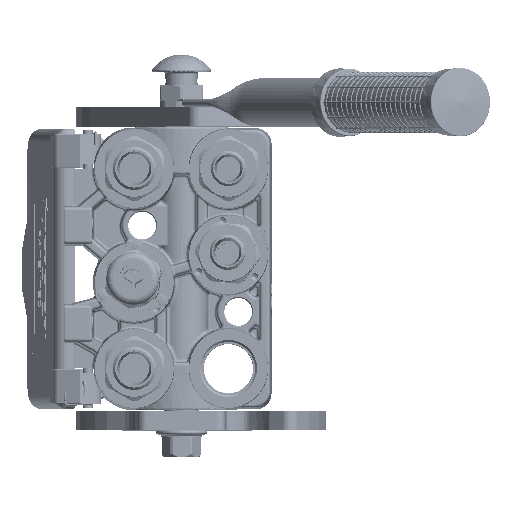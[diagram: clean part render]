
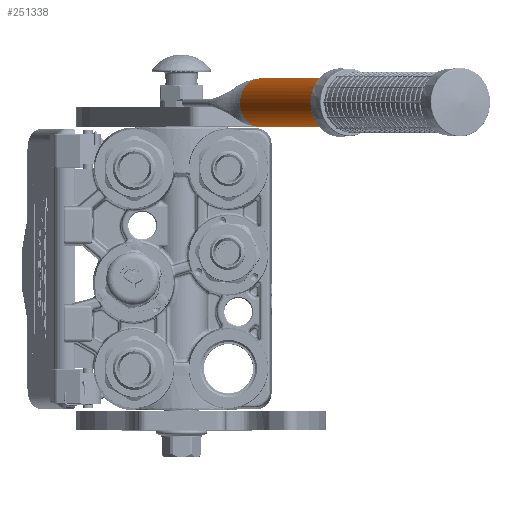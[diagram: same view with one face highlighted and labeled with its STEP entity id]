
A CAD part, top view. The second image highlights one B-rep face of the part: STEP entity #251338.
In plain terms, the highlighted cylindrical face has radius 12.5 mm (diameter 25 mm), a partial arc.
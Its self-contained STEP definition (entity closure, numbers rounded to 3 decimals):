
#1273 = VERTEX_POINT ( 'NONE', #139990 ) ;
#3600 = CARTESIAN_POINT ( 'NONE',  ( 12.5, 0.24, 0. ) ) ;
#4401 = VERTEX_POINT ( 'NONE', #74241 ) ;
#5225 = AXIS2_PLACEMENT_3D ( 'NONE', #27813, #190389, #51196 ) ;
#5519 = CARTESIAN_POINT ( 'NONE',  ( 12.467, 0.131, -0.91 ) ) ;
#7563 = CARTESIAN_POINT ( 'NONE',  ( 12.5, 0.24, 0. ) ) ;
#7795 = ORIENTED_EDGE ( 'NONE', *, *, #19051, .T. ) ;
#8571 = CARTESIAN_POINT ( 'NONE',  ( 12.478, 0.167, -0.748 ) ) ;
#15267 = EDGE_LOOP ( 'NONE', ( #166817, #7795, #27307, #163992, #39591, #57406, #184955 ) ) ;
#16378 = AXIS2_PLACEMENT_3D ( 'NONE', #183253, #276677, #90737 ) ;
#19051 = EDGE_CURVE ( 'NONE', #107669, #235569, #227754, .T. ) ;
#25045 = CARTESIAN_POINT ( 'NONE',  ( -12.5, 0.24, 0. ) ) ;
#27307 = ORIENTED_EDGE ( 'NONE', *, *, #82562, .F. ) ;
#27813 = CARTESIAN_POINT ( 'NONE',  ( 0., 0., 0. ) ) ;
#29474 = CARTESIAN_POINT ( 'NONE',  ( -12.492, 0.214, -0.452 ) ) ;
#29927 = CARTESIAN_POINT ( 'NONE',  ( 12.474, 0.155, -0.804 ) ) ;
#37293 = EDGE_CURVE ( 'NONE', #245695, #175451, #180385, .T. ) ;
#39591 = ORIENTED_EDGE ( 'NONE', *, *, #112027, .F. ) ;
#45599 = VECTOR ( 'NONE', #212230, 1000. ) ;
#51196 = DIRECTION ( 'NONE',  ( 0.994, 0., -0.109 ) ) ;
#51848 = CARTESIAN_POINT ( 'NONE',  ( -12.499, 0.235, -0.221 ) ) ;
#52828 = CARTESIAN_POINT ( 'NONE',  ( -12.472, 0.146, -0.859 ) ) ;
#53299 = CARTESIAN_POINT ( 'NONE',  ( 12.466, 0.127, -0.927 ) ) ;
#56314 = CARTESIAN_POINT ( 'NONE',  ( 12.494, 0.221, -0.449 ) ) ;
#57406 = ORIENTED_EDGE ( 'NONE', *, *, #69616, .F. ) ;
#63732 = CIRCLE ( 'NONE', #16378, 12.5 ) ;
#69616 = EDGE_CURVE ( 'NONE', #205659, #1273, #244178, .T. ) ;
#72182 = CARTESIAN_POINT ( 'NONE',  ( -12.5, 0.24, -0.108 ) ) ;
#73757 = B_SPLINE_CURVE_WITH_KNOTS ( 'NONE', 3,
 ( #188013, #72182, #51848, #284475, #29474, #287488, #99597, #286491, #192056, #242691, #194094, #172693, #52828, #264089, #101623 ),
 .UNSPECIFIED., .F., .F.,
 ( 4, 2, 2, 1, 1, 1, 2, 2, 4 ),
 ( 0., 0.25, 0.375, 0.438, 0.469, 0.484, 0.492, 0.5, 1. ),
 .UNSPECIFIED. ) ;
#74241 = CARTESIAN_POINT ( 'NONE',  ( 12.426, 0., -1.36 ) ) ;
#82562 = EDGE_CURVE ( 'NONE', #245695, #235569, #73757, .T. ) ;
#90737 = DIRECTION ( 'NONE',  ( 1., 0., 0. ) ) ;
#99597 = CARTESIAN_POINT ( 'NONE',  ( -12.486, 0.195, -0.586 ) ) ;
#101623 = CARTESIAN_POINT ( 'NONE',  ( -12.426, 0., -1.36 ) ) ;
#106522 = FACE_OUTER_BOUND ( 'NONE', #15267, .T. ) ;
#107669 = VERTEX_POINT ( 'NONE', #124170 ) ;
#112027 = EDGE_CURVE ( 'NONE', #1273, #175451, #63732, .T. ) ;
#118770 = EDGE_CURVE ( 'NONE', #4401, #205659, #289298, .T. ) ;
#122416 = CARTESIAN_POINT ( 'NONE',  ( 12.452, 0.083, -1.1 ) ) ;
#123433 = CARTESIAN_POINT ( 'NONE',  ( 12.479, 0.172, -0.721 ) ) ;
#124170 = CARTESIAN_POINT ( 'NONE',  ( 0., 0., -12.5 ) ) ;
#124426 = CARTESIAN_POINT ( 'NONE',  ( 12.466, 0.13, -0.917 ) ) ;
#129143 = CARTESIAN_POINT ( 'NONE',  ( 0., 0., 0. ) ) ;
#130378 = CARTESIAN_POINT ( 'NONE',  ( 0., 0., 0. ) ) ;
#131775 = AXIS2_PLACEMENT_3D ( 'NONE', #130378, #245138, #271520 ) ;
#139990 = CARTESIAN_POINT ( 'NONE',  ( 12.5, 198., 0. ) ) ;
#146764 = CARTESIAN_POINT ( 'NONE',  ( 12.464, 0.121, -0.953 ) ) ;
#163992 = ORIENTED_EDGE ( 'NONE', *, *, #37293, .T. ) ;
#166817 = ORIENTED_EDGE ( 'NONE', *, *, #229971, .T. ) ;
#168138 = CARTESIAN_POINT ( 'NONE',  ( 12.468, 0.136, -0.889 ) ) ;
#169057 = CARTESIAN_POINT ( 'NONE',  ( -12.426, 0., -1.36 ) ) ;
#171772 = CYLINDRICAL_SURFACE ( 'NONE', #131775, 12.5 ) ;
#172693 = CARTESIAN_POINT ( 'NONE',  ( -12.481, 0.178, -0.688 ) ) ;
#175267 = DIRECTION ( 'NONE',  ( 0., 1., 0. ) ) ;
#175451 = VERTEX_POINT ( 'NONE', #261034 ) ;
#176931 = DIRECTION ( 'NONE',  ( 0., 1., 0. ) ) ;
#180385 = LINE ( 'NONE', #233527, #45599 ) ;
#182442 = VECTOR ( 'NONE', #175267, 1000. ) ;
#183253 = CARTESIAN_POINT ( 'NONE',  ( 0., 198., 0. ) ) ;
#184955 = ORIENTED_EDGE ( 'NONE', *, *, #118770, .F. ) ;
#188013 = CARTESIAN_POINT ( 'NONE',  ( -12.5, 0.24, 0. ) ) ;
#190389 = DIRECTION ( 'NONE',  ( 0., 1., 0. ) ) ;
#191491 = CARTESIAN_POINT ( 'NONE',  ( 12.471, 0.146, -0.847 ) ) ;
#192056 = CARTESIAN_POINT ( 'NONE',  ( -12.482, 0.182, -0.665 ) ) ;
#192497 = CARTESIAN_POINT ( 'NONE',  ( 12.461, 0.114, -0.981 ) ) ;
#194094 = CARTESIAN_POINT ( 'NONE',  ( -12.481, 0.178, -0.683 ) ) ;
#205659 = VERTEX_POINT ( 'NONE', #3600 ) ;
#208322 = CIRCLE ( 'NONE', #5225, 12.5 ) ;
#212230 = DIRECTION ( 'NONE',  ( 0., 1., 0. ) ) ;
#227754 = CIRCLE ( 'NONE', #245998, 12.5 ) ;
#229971 = EDGE_CURVE ( 'NONE', #4401, #107669, #208322, .T. ) ;
#233527 = CARTESIAN_POINT ( 'NONE',  ( -12.5, 0.24, 0. ) ) ;
#235569 = VERTEX_POINT ( 'NONE', #169057 ) ;
#240147 = CARTESIAN_POINT ( 'NONE',  ( 12.426, 0., -1.36 ) ) ;
#241153 = CARTESIAN_POINT ( 'NONE',  ( 12.5, 0.24, -0.216 ) ) ;
#242691 = CARTESIAN_POINT ( 'NONE',  ( -12.482, 0.18, -0.676 ) ) ;
#244178 = LINE ( 'NONE', #245252, #182442 ) ;
#245138 = DIRECTION ( 'NONE',  ( 0., -1., 0. ) ) ;
#245252 = CARTESIAN_POINT ( 'NONE',  ( 12.5, 0.24, 0. ) ) ;
#245695 = VERTEX_POINT ( 'NONE', #25045 ) ;
#245998 = AXIS2_PLACEMENT_3D ( 'NONE', #129143, #176931, #291678 ) ;
#251338 = ADVANCED_FACE ( 'NONE', ( #106522 ), #171772, .T. ) ;
#261034 = CARTESIAN_POINT ( 'NONE',  ( -12.5, 198., 0. ) ) ;
#261552 = CARTESIAN_POINT ( 'NONE',  ( 12.441, 0.049, -1.219 ) ) ;
#264089 = CARTESIAN_POINT ( 'NONE',  ( -12.456, 0.096, -1.087 ) ) ;
#271520 = DIRECTION ( 'NONE',  ( 1., 0., 0. ) ) ;
#276677 = DIRECTION ( 'NONE',  ( 0., 1., 0. ) ) ;
#284475 = CARTESIAN_POINT ( 'NONE',  ( -12.494, 0.22, -0.394 ) ) ;
#286491 = CARTESIAN_POINT ( 'NONE',  ( -12.484, 0.186, -0.638 ) ) ;
#287488 = CARTESIAN_POINT ( 'NONE',  ( -12.488, 0.202, -0.541 ) ) ;
#289298 = B_SPLINE_CURVE_WITH_KNOTS ( 'NONE', 3,
 ( #240147, #261552, #122416, #192497, #146764, #53299, #124426, #5519, #168138, #191491, #29927, #8571, #123433, #56314, #241153, #7563 ),
 .UNSPECIFIED., .F., .F.,
 ( 4, 2, 1, 2, 2, 1, 2, 2, 4 ),
 ( 0., 0.25, 0.313, 0.328, 0.344, 0.375, 0.438, 0.5, 1. ),
 .UNSPECIFIED. ) ;
#291678 = DIRECTION ( 'NONE',  ( 0.994, 0., -0.109 ) ) ;
